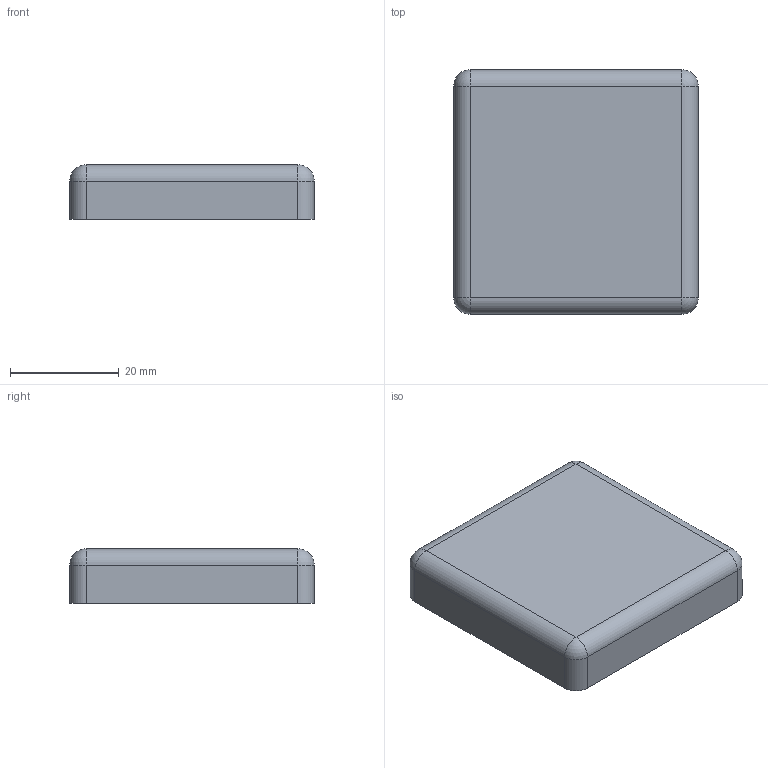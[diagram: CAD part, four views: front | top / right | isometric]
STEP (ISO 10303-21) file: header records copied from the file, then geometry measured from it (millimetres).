
FILE_DESCRIPTION(('FreeCAD Model'),'2;1');
FILE_NAME('Open CASCADE Shape Model','2024-06-25T20:26:00',(''),(''), 'Open CASCADE STEP processor 7.6','FreeCAD','Unknown');
FILE_SCHEMA(('AUTOMOTIVE_DESIGN { 1 0 10303 214 1 1 1 1 }'));
Length unit declared in the file: millimetre
Products named in the file (1): Corpo
Bounding box: 45 x 45 x 10 mm (x, y, z)
Volume: 5731.7 mm3; surface area: 7262.3 mm2
Topology: 1 solids, 1 shells, 70 faces, 167 edges, 97 vertices
Faces by surface type: cylinder 34, plane 26, sphere 10
Full cylindrical faces by diameter (mm): 2.5 x4, 4 x2
Entity records: 2624 total; most frequent: CARTESIAN_POINT 1021, DIRECTION 338, ORIENTED_EDGE 324, EDGE_CURVE 161, AXIS2_PLACEMENT_3D 130, VERTEX_POINT 97, LINE 78, VECTOR 78
